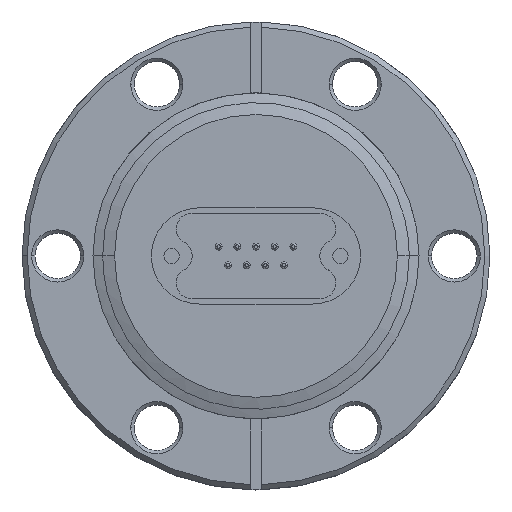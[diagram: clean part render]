
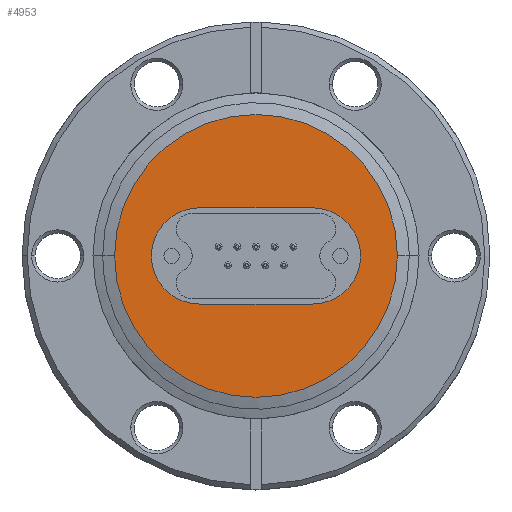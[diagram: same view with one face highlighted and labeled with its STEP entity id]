
A CAD part, top view. The second image highlights one B-rep face of the part: STEP entity #4953.
In plain terms, the highlighted planar face has unit normal (0, 0, 1).
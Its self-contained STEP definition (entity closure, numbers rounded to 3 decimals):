
#113 = DIRECTION ( 'NONE',  ( 0., 0., -1. ) ) ;
#326 = DIRECTION ( 'NONE',  ( 0., 0., 1. ) ) ;
#738 = ORIENTED_EDGE ( 'NONE', *, *, #1968, .F. ) ;
#853 = CARTESIAN_POINT ( 'NONE',  ( -8.37, -7.135, 11.4 ) ) ;
#888 = FACE_BOUND ( 'NONE', #1393, .T. ) ;
#1054 = LINE ( 'NONE', #2981, #2986 ) ;
#1189 = DIRECTION ( 'NONE',  ( 1., 0., 0. ) ) ;
#1376 = ORIENTED_EDGE ( 'NONE', *, *, #3676, .F. ) ;
#1378 = CARTESIAN_POINT ( 'NONE',  ( 8.37, 0., 11.4 ) ) ;
#1393 = EDGE_LOOP ( 'NONE', ( #1753, #2490, #1376, #5581, #3216 ) ) ;
#1753 = ORIENTED_EDGE ( 'NONE', *, *, #1987, .F. ) ;
#1785 = CIRCLE ( 'NONE', #5900, 7.135 ) ;
#1795 = DIRECTION ( 'NONE',  ( 1., 0., 0. ) ) ;
#1831 = LINE ( 'NONE', #853, #6263 ) ;
#1863 = DIRECTION ( 'NONE',  ( 1., 0., 0. ) ) ;
#1934 = AXIS2_PLACEMENT_3D ( 'NONE', #4473, #5429, #2032 ) ;
#1968 = EDGE_CURVE ( 'NONE', #5942, #4647, #4427, .T. ) ;
#1987 = EDGE_CURVE ( 'NONE', #2190, #4109, #1785, .T. ) ;
#2032 = DIRECTION ( 'NONE',  ( 1., 0., 0. ) ) ;
#2142 = CARTESIAN_POINT ( 'NONE',  ( 0., 0., 11.4 ) ) ;
#2190 = VERTEX_POINT ( 'NONE', #3719 ) ;
#2338 = AXIS2_PLACEMENT_3D ( 'NONE', #4959, #3499, #5526 ) ;
#2490 = ORIENTED_EDGE ( 'NONE', *, *, #4235, .F. ) ;
#2514 = DIRECTION ( 'NONE',  ( 1., 0., 0. ) ) ;
#2519 = PLANE ( 'NONE',  #1934 ) ;
#2655 = CARTESIAN_POINT ( 'NONE',  ( 20.96, 0., 11.4 ) ) ;
#2981 = CARTESIAN_POINT ( 'NONE',  ( -8.37, 7.135, 11.4 ) ) ;
#2986 = VECTOR ( 'NONE', #4472, 1000. ) ;
#3043 = DIRECTION ( 'NONE',  ( 0., 0., -1. ) ) ;
#3141 = VERTEX_POINT ( 'NONE', #4248 ) ;
#3208 = CARTESIAN_POINT ( 'NONE',  ( 15.505, 0., 11.4 ) ) ;
#3216 = ORIENTED_EDGE ( 'NONE', *, *, #4195, .F. ) ;
#3499 = DIRECTION ( 'NONE',  ( 0., 0., 1. ) ) ;
#3500 = FACE_OUTER_BOUND ( 'NONE', #5331, .T. ) ;
#3672 = CARTESIAN_POINT ( 'NONE',  ( -20.96, 0., 11.4 ) ) ;
#3676 = EDGE_CURVE ( 'NONE', #4124, #3141, #6445, .T. ) ;
#3719 = CARTESIAN_POINT ( 'NONE',  ( -8.37, 7.135, 11.4 ) ) ;
#3805 = DIRECTION ( 'NONE',  ( 0., 0., 1. ) ) ;
#3924 = AXIS2_PLACEMENT_3D ( 'NONE', #2142, #113, #1189 ) ;
#4109 = VERTEX_POINT ( 'NONE', #5192 ) ;
#4124 = VERTEX_POINT ( 'NONE', #3208 ) ;
#4138 = CIRCLE ( 'NONE', #3924, 20.96 ) ;
#4195 = EDGE_CURVE ( 'NONE', #4109, #4776, #1831, .T. ) ;
#4235 = EDGE_CURVE ( 'NONE', #3141, #2190, #1054, .T. ) ;
#4248 = CARTESIAN_POINT ( 'NONE',  ( 8.37, 7.135, 11.4 ) ) ;
#4343 = EDGE_CURVE ( 'NONE', #4776, #4124, #5505, .T. ) ;
#4381 = DIRECTION ( 'NONE',  ( 1., 0., 0. ) ) ;
#4427 = CIRCLE ( 'NONE', #4626, 20.96 ) ;
#4472 = DIRECTION ( 'NONE',  ( -1., 0., 0. ) ) ;
#4473 = CARTESIAN_POINT ( 'NONE',  ( 0., 0., 11.4 ) ) ;
#4626 = AXIS2_PLACEMENT_3D ( 'NONE', #6518, #3043, #2514 ) ;
#4647 = VERTEX_POINT ( 'NONE', #2655 ) ;
#4776 = VERTEX_POINT ( 'NONE', #4867 ) ;
#4867 = CARTESIAN_POINT ( 'NONE',  ( 8.37, -7.135, 11.4 ) ) ;
#4953 = ADVANCED_FACE ( 'NONE', ( #888, #3500 ), #2519, .T. ) ;
#4959 = CARTESIAN_POINT ( 'NONE',  ( 8.37, 0., 11.4 ) ) ;
#5192 = CARTESIAN_POINT ( 'NONE',  ( -8.37, -7.135, 11.4 ) ) ;
#5331 = EDGE_LOOP ( 'NONE', ( #738, #5808 ) ) ;
#5429 = DIRECTION ( 'NONE',  ( 0., 0., 1. ) ) ;
#5478 = EDGE_CURVE ( 'NONE', #4647, #5942, #4138, .T. ) ;
#5491 = AXIS2_PLACEMENT_3D ( 'NONE', #1378, #326, #1863 ) ;
#5505 = CIRCLE ( 'NONE', #2338, 7.135 ) ;
#5526 = DIRECTION ( 'NONE',  ( 1., 0., 0. ) ) ;
#5581 = ORIENTED_EDGE ( 'NONE', *, *, #4343, .F. ) ;
#5808 = ORIENTED_EDGE ( 'NONE', *, *, #5478, .F. ) ;
#5900 = AXIS2_PLACEMENT_3D ( 'NONE', #6045, #3805, #4381 ) ;
#5942 = VERTEX_POINT ( 'NONE', #3672 ) ;
#6045 = CARTESIAN_POINT ( 'NONE',  ( -8.37, 0., 11.4 ) ) ;
#6263 = VECTOR ( 'NONE', #1795, 1000. ) ;
#6445 = CIRCLE ( 'NONE', #5491, 7.135 ) ;
#6518 = CARTESIAN_POINT ( 'NONE',  ( 0., 0., 11.4 ) ) ;
